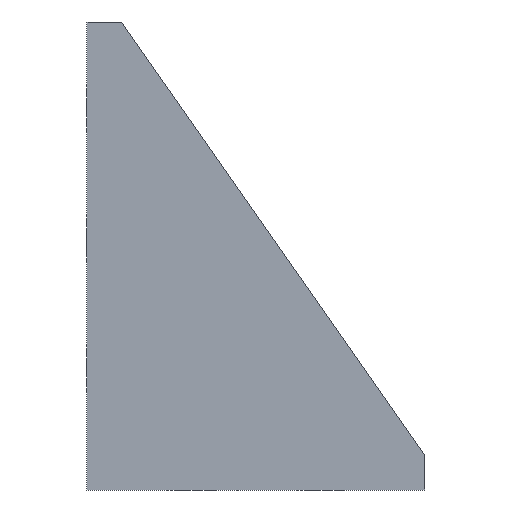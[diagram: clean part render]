
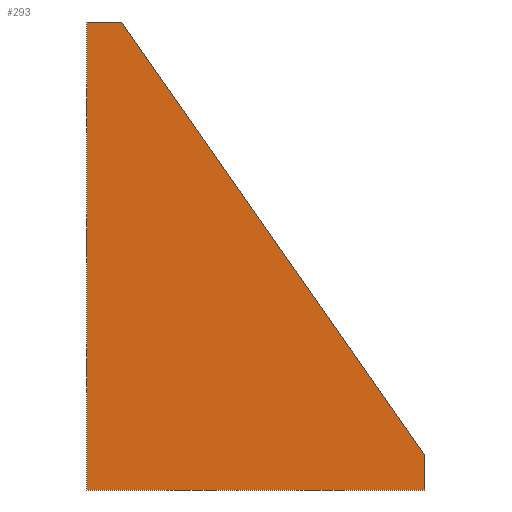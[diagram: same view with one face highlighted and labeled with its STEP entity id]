
A CAD part, left-side view. The second image highlights one B-rep face of the part: STEP entity #293.
In plain terms, the highlighted planar face has unit normal (-1, 0, 0).
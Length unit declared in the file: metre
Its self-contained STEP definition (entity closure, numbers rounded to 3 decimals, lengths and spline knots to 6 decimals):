
#29=LINE('',#472,#55);
#32=LINE('',#478,#58);
#33=LINE('',#481,#59);
#34=LINE('',#483,#60);
#35=LINE('',#484,#61);
#55=VECTOR('',#384,1.);
#58=VECTOR('',#389,1.);
#59=VECTOR('',#390,1.);
#60=VECTOR('',#391,1.);
#61=VECTOR('',#392,1.);
#94=ORIENTED_EDGE('',*,*,#164,.T.);
#95=ORIENTED_EDGE('',*,*,#165,.F.);
#96=ORIENTED_EDGE('',*,*,#166,.F.);
#97=ORIENTED_EDGE('',*,*,#161,.F.);
#98=ORIENTED_EDGE('',*,*,#167,.T.);
#161=EDGE_CURVE('',#196,#197,#29,.T.);
#164=EDGE_CURVE('',#198,#199,#32,.T.);
#165=EDGE_CURVE('',#200,#199,#33,.T.);
#166=EDGE_CURVE('',#197,#200,#34,.T.);
#167=EDGE_CURVE('',#196,#198,#35,.T.);
#196=VERTEX_POINT('',#473);
#197=VERTEX_POINT('',#474);
#198=VERTEX_POINT('',#479);
#199=VERTEX_POINT('',#480);
#200=VERTEX_POINT('',#482);
#225=EDGE_LOOP('',(#94,#95,#96,#97,#98));
#257=FACE_BOUND('',#225,.T.);
#281=PLANE('',#331);
#293=ADVANCED_FACE('',(#257),#281,.T.);
#331=AXIS2_PLACEMENT_3D('',#477,#387,#388);
#384=DIRECTION('',(0.,0.,1.));
#387=DIRECTION('',(-1.,0.,0.));
#388=DIRECTION('',(0.,0.,1.));
#389=DIRECTION('',(0.,0.,1.));
#390=DIRECTION('',(0.,-0.573,-0.819));
#391=DIRECTION('',(0.,-1.,0.));
#392=DIRECTION('',(0.,-1.,0.));
#472=CARTESIAN_POINT('',(-0.01,0.0195,-0.004));
#473=CARTESIAN_POINT('',(-0.01,0.0195,-0.004));
#474=CARTESIAN_POINT('',(-0.01,0.0195,0.05));
#477=CARTESIAN_POINT('',(-0.01,0.0175,-0.004));
#478=CARTESIAN_POINT('',(-0.01,-0.0195,-0.004));
#479=CARTESIAN_POINT('',(-0.01,-0.0195,-0.004));
#480=CARTESIAN_POINT('',(-0.01,-0.0195,0.));
#481=CARTESIAN_POINT('',(-0.01,-0.002,0.025));
#482=CARTESIAN_POINT('',(-0.01,0.0155,0.05));
#483=CARTESIAN_POINT('',(-0.01,0.0175,0.05));
#484=CARTESIAN_POINT('',(-0.01,0.0175,-0.004));
